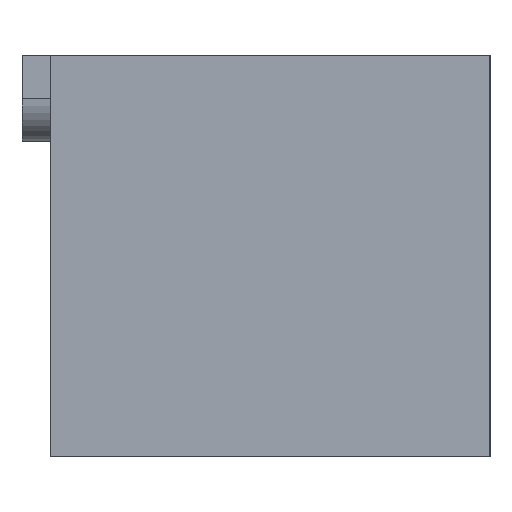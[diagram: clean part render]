
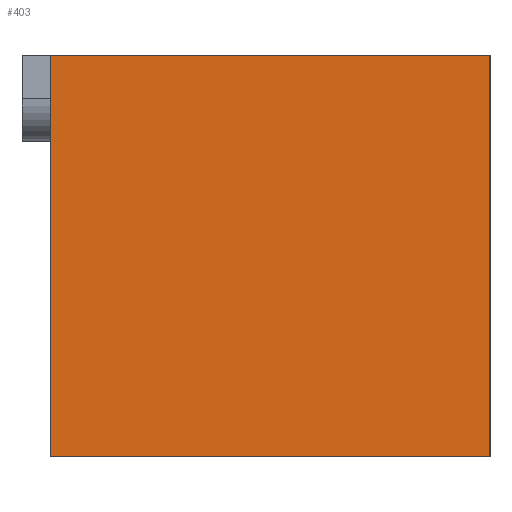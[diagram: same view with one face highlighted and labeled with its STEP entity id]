
A CAD part, left-side view. The second image highlights one B-rep face of the part: STEP entity #403.
In plain terms, the highlighted planar face has unit normal (-1, 0, 0).
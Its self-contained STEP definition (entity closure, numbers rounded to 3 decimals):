
#35=FACE_OUTER_BOUND('',#57,.T.);
#57=EDGE_LOOP('',(#340,#341,#342,#343));
#74=LINE('',#585,#123);
#104=LINE('',#652,#153);
#105=LINE('',#654,#154);
#106=LINE('',#655,#155);
#123=VECTOR('',#472,10.);
#153=VECTOR('',#538,10.);
#154=VECTOR('',#539,10.);
#155=VECTOR('',#540,10.);
#179=VERTEX_POINT('',#582);
#180=VERTEX_POINT('',#584);
#199=VERTEX_POINT('',#651);
#200=VERTEX_POINT('',#653);
#215=EDGE_CURVE('',#179,#180,#74,.T.);
#250=EDGE_CURVE('',#199,#179,#104,.T.);
#251=EDGE_CURVE('',#199,#200,#105,.T.);
#252=EDGE_CURVE('',#180,#200,#106,.T.);
#340=ORIENTED_EDGE('',*,*,#250,.F.);
#341=ORIENTED_EDGE('',*,*,#251,.T.);
#342=ORIENTED_EDGE('',*,*,#252,.F.);
#343=ORIENTED_EDGE('',*,*,#215,.F.);
#382=PLANE('',#444);
#403=ADVANCED_FACE('',(#35),#382,.T.);
#444=AXIS2_PLACEMENT_3D('',#650,#536,#537);
#472=DIRECTION('',(0.,0.,1.));
#536=DIRECTION('center_axis',(-1.,0.,0.));
#537=DIRECTION('ref_axis',(0.,-1.,0.));
#538=DIRECTION('',(0.,1.,0.));
#539=DIRECTION('',(0.,0.,1.));
#540=DIRECTION('',(0.,-1.,0.));
#582=CARTESIAN_POINT('',(-33.5,23.,0.));
#584=CARTESIAN_POINT('',(-33.5,23.,42.));
#585=CARTESIAN_POINT('',(-33.5,23.,0.));
#650=CARTESIAN_POINT('Origin',(-33.5,23.,0.));
#651=CARTESIAN_POINT('',(-33.5,-23.,0.));
#652=CARTESIAN_POINT('',(-33.5,-23.,0.));
#653=CARTESIAN_POINT('',(-33.5,-23.,42.));
#654=CARTESIAN_POINT('',(-33.5,-23.,0.));
#655=CARTESIAN_POINT('',(-33.5,-23.,42.));
